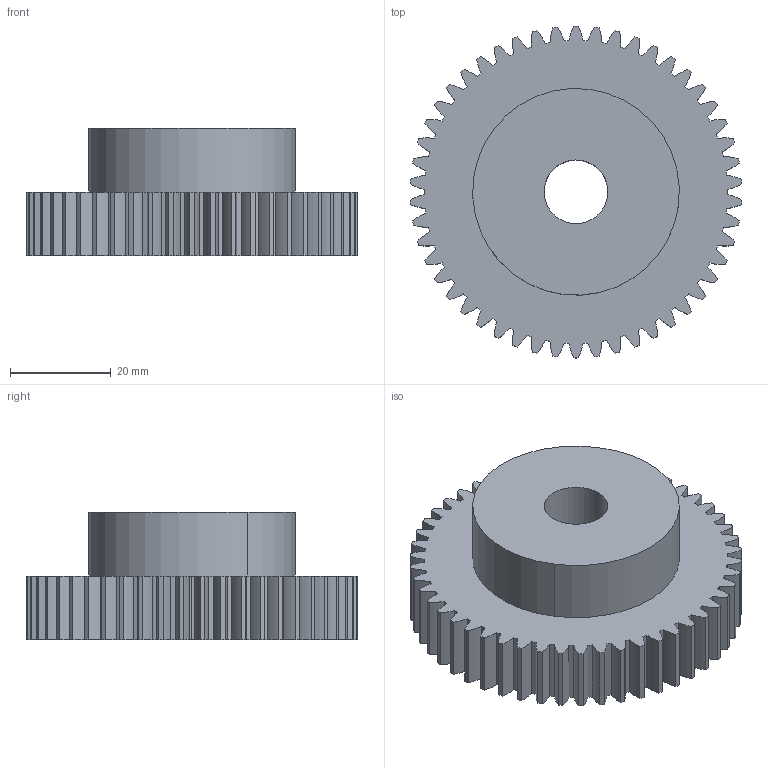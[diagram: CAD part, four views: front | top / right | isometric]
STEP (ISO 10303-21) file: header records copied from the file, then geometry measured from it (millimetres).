
FILE_DESCRIPTION((''),'2;1');
FILE_NAME('gss-2050.stp','2001-12-29T16:48:12',('Administrator'),(''),'Autodesk Inventor (tm) 3.0','Autodesk Inventor (tm) 3.0','');
FILE_SCHEMA(('CONFIG_CONTROL_DESIGN'));
Length unit declared in the file: inch
Products named in the file (1): gss-2050
Bounding box: 65.96 x 66.04 x 25.4 mm (x, y, z)
Volume: 53652.5 mm3; surface area: 13762.2 mm2
Topology: 1 solids, 1 shells, 209 faces, 618 edges, 412 vertices
Faces by surface type: cylinder 204, plane 3, bspline 2
Entity records: 7371 total; most frequent: DIRECTION 1446, CARTESIAN_POINT 1274, ORIENTED_EDGE 1236, AXIS2_PLACEMENT_3D 620, EDGE_CURVE 618, VERTEX_POINT 412, CIRCLE 412, EDGE_LOOP 212
